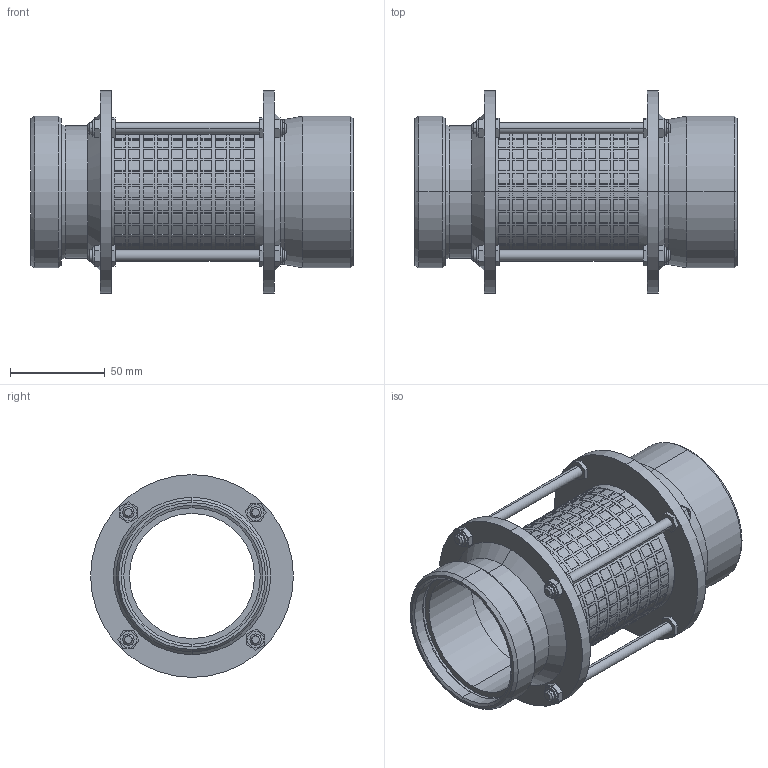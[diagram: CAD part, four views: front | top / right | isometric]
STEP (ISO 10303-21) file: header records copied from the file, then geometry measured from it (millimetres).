
FILE_DESCRIPTION (( 'STEP AP203' ), '1' );
FILE_NAME ('3D_M-7008_DN65_174601080.STEP', '2024-10-04T12:25:53', ( '' ), ( '' ), 'SwSTEP 2.0', 'SolidWorks 2024', '' );
FILE_SCHEMA (( 'CONFIG_CONTROL_DESIGN' ));
Length unit declared in the file: millimetre
Products named in the file (1): 3D_M-7008_DN65_174601080
Bounding box: 170 x 107 x 107 mm (x, y, z)
Volume: 202858.6 mm3; surface area: 134193.6 mm2
Topology: 9 solids, 9 shells, 1574 faces, 4620 edges, 3066 vertices
Faces by surface type: plane 1436, cylinder 98, cone 40
Entity records: 54095 total; most frequent: DIRECTION 9364, CARTESIAN_POINT 9261, ORIENTED_EDGE 9240, EDGE_CURVE 4620, AXIS2_PLACEMENT_3D 3169, VERTEX_POINT 3066, VECTOR 3026, LINE 3026
